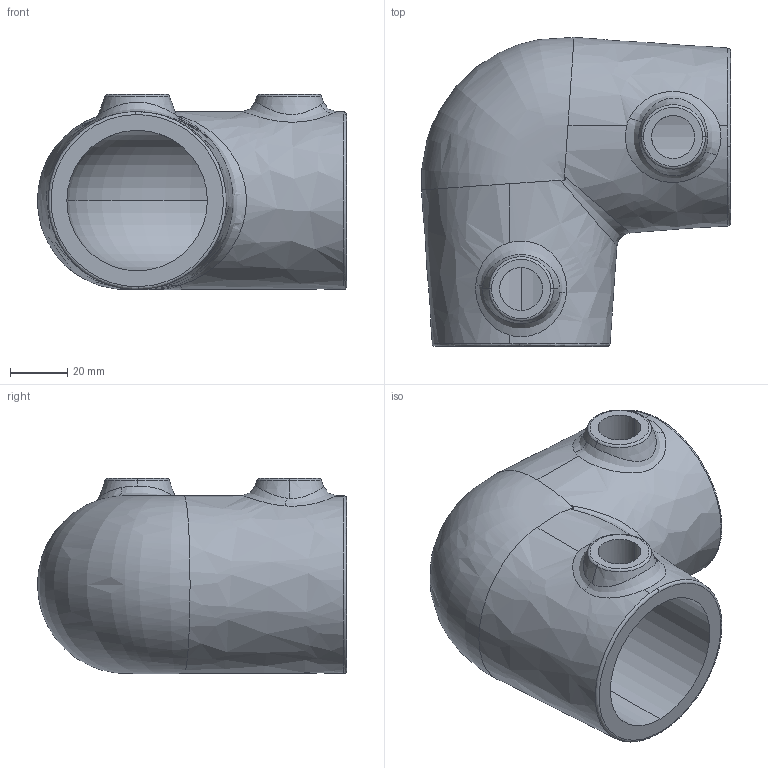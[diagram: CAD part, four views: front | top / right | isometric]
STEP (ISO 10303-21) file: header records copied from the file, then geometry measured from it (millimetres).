
FILE_DESCRIPTION (( 'STEP AP203' ), '1' );
FILE_NAME ('T17629.STEP', '2018-07-02T16:18:05', ( '' ), ( '' ), 'SwSTEP 2.0', 'SolidWorks 2016', '' );
FILE_SCHEMA (( 'CONFIG_CONTROL_DESIGN' ));
Length unit declared in the file: millimetre
Products named in the file (1): T17629
Bounding box: 107.76 x 107.76 x 68 mm (x, y, z)
Volume: 208149.9 mm3; surface area: 52090.1 mm2
Topology: 1 solids, 1 shells, 37 faces, 107 edges, 69 vertices
Faces by surface type: bspline 15, cylinder 8, torus 6, cone 4, plane 4
Entity records: 5043 total; most frequent: CARTESIAN_POINT 4123, ORIENTED_EDGE 210, DIRECTION 131, EDGE_CURVE 105, VERTEX_POINT 69, AXIS2_PLACEMENT_3D 59, B_SPLINE_CURVE_WITH_KNOTS 56, EDGE_LOOP 42
